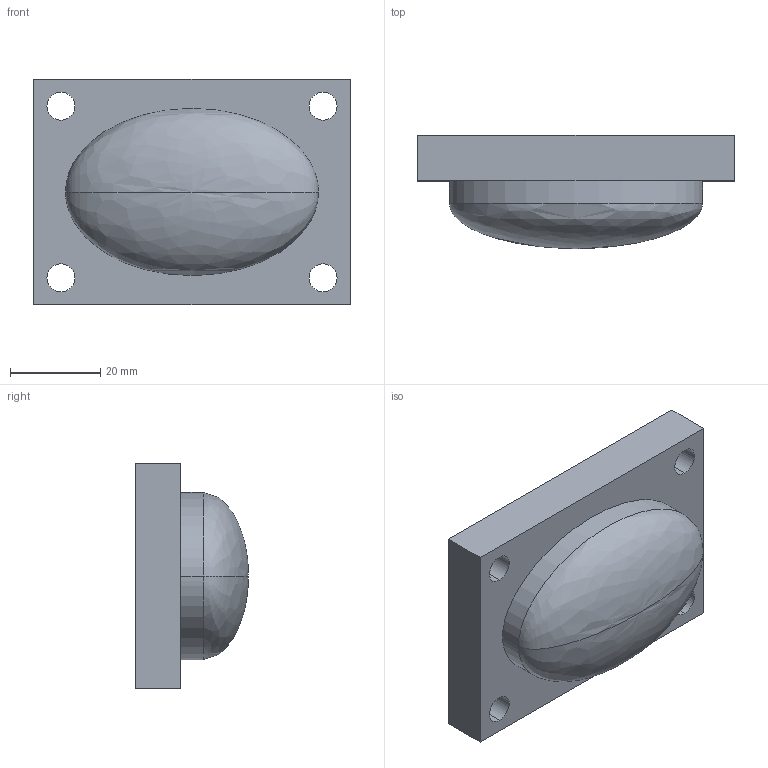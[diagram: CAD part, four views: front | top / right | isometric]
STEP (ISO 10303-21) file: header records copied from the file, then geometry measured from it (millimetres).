
FILE_DESCRIPTION (( 'STEP AP203' ), '1' );
FILE_NAME ('Part1.STEP', '2024-04-12T15:30:17', ( '' ), ( '' ), 'SwSTEP 2.0', 'SolidWorks 2020', '' );
FILE_SCHEMA (( 'CONFIG_CONTROL_DESIGN' ));
Length unit declared in the file: millimetre
Products named in the file (1): Part1
Bounding box: 70 x 25 x 50 mm (x, y, z)
Volume: 52778.3 mm3; surface area: 11215.1 mm2
Topology: 1 solids, 1 shells, 18 faces, 46 edges, 29 vertices
Faces by surface type: cylinder 8, plane 6, bspline 4
Entity records: 665 total; most frequent: CARTESIAN_POINT 162, ORIENTED_EDGE 88, DIRECTION 84, EDGE_CURVE 44, AXIS2_PLACEMENT_3D 31, VERTEX_POINT 29, EDGE_LOOP 27, VECTOR 22
